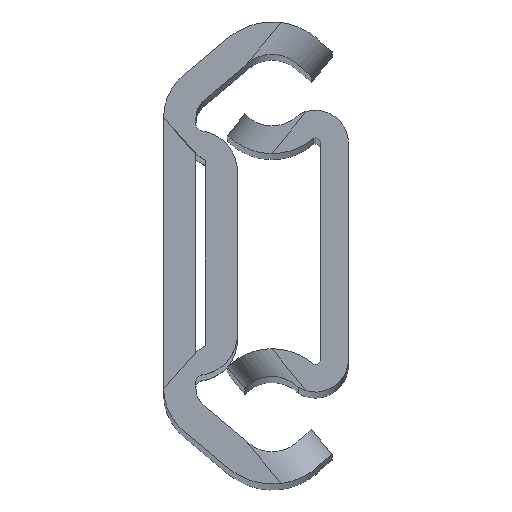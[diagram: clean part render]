
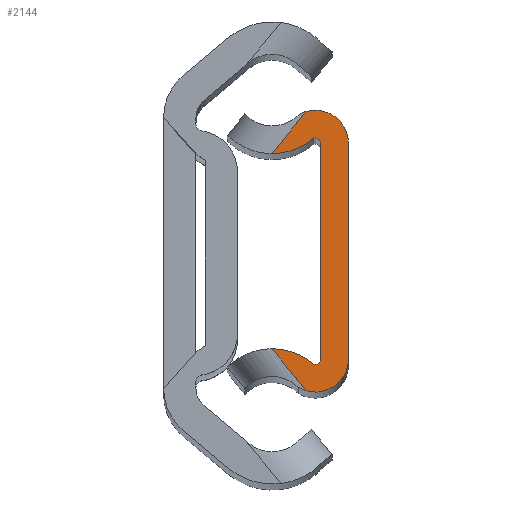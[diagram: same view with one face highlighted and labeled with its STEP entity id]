
A CAD part, top view. The second image highlights one B-rep face of the part: STEP entity #2144.
In plain terms, the highlighted planar face has unit normal (0, 0, 1).
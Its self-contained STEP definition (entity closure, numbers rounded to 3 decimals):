
#24 = DIRECTION ( 'NONE',  ( 0., 0., -1. ) ) ;
#96 = ORIENTED_EDGE ( 'NONE', *, *, #1475, .T. ) ;
#106 = ORIENTED_EDGE ( 'NONE', *, *, #2243, .T. ) ;
#232 = CARTESIAN_POINT ( 'NONE',  ( -1.431, 4.669, 0. ) ) ;
#255 = ORIENTED_EDGE ( 'NONE', *, *, #355, .T. ) ;
#259 = VERTEX_POINT ( 'NONE', #3148 ) ;
#312 = VERTEX_POINT ( 'NONE', #600 ) ;
#355 = EDGE_CURVE ( 'NONE', #2805, #312, #1098, .T. ) ;
#419 = EDGE_CURVE ( 'NONE', #648, #1034, #3175, .T. ) ;
#460 = CIRCLE ( 'NONE', #1547, 0.231 ) ;
#512 = AXIS2_PLACEMENT_3D ( 'NONE', #2952, #24, #1069 ) ;
#568 = CIRCLE ( 'NONE', #2913, 1.431 ) ;
#600 = CARTESIAN_POINT ( 'NONE',  ( -1.2, -4.669, 0. ) ) ;
#635 = EDGE_CURVE ( 'NONE', #259, #648, #739, .T. ) ;
#648 = VERTEX_POINT ( 'NONE', #1545 ) ;
#716 = EDGE_CURVE ( 'NONE', #1034, #3126, #568, .T. ) ;
#721 = EDGE_CURVE ( 'NONE', #1718, #2805, #460, .T. ) ;
#739 = CIRCLE ( 'NONE', #2045, 1.431 ) ;
#742 = AXIS2_PLACEMENT_3D ( 'NONE', #2812, #1277, #2562 ) ;
#773 = EDGE_LOOP ( 'NONE', ( #96, #2179, #1450, #3314, #2450, #106, #3313, #850, #255, #1926 ) ) ;
#850 = ORIENTED_EDGE ( 'NONE', *, *, #721, .T. ) ;
#886 = DIRECTION ( 'NONE',  ( 1., 0., 0. ) ) ;
#1028 = DIRECTION ( 'NONE',  ( 1., 0., 0. ) ) ;
#1034 = VERTEX_POINT ( 'NONE', #2288 ) ;
#1054 = DIRECTION ( 'NONE',  ( 0., 0., 1. ) ) ;
#1069 = DIRECTION ( 'NONE',  ( 1., 0., 0. ) ) ;
#1087 = VERTEX_POINT ( 'NONE', #1541 ) ;
#1094 = EDGE_CURVE ( 'NONE', #1087, #1718, #1449, .T. ) ;
#1098 = LINE ( 'NONE', #2148, #2866 ) ;
#1221 = EDGE_CURVE ( 'NONE', #312, #3067, #2644, .T. ) ;
#1277 = DIRECTION ( 'NONE',  ( 0., 0., 1. ) ) ;
#1317 = CARTESIAN_POINT ( 'NONE',  ( -3.302, -4.225, 0. ) ) ;
#1416 = PLANE ( 'NONE',  #2275 ) ;
#1450 = ORIENTED_EDGE ( 'NONE', *, *, #635, .T. ) ;
#1449 = CIRCLE ( 'NONE', #742, 2.787 ) ;
#1475 = EDGE_CURVE ( 'NONE', #3067, #3324, #2052, .T. ) ;
#1541 = CARTESIAN_POINT ( 'NONE',  ( -3.302, 4.225, 0. ) ) ;
#1544 = CARTESIAN_POINT ( 'NONE',  ( -3.3, -7.012, 0. ) ) ;
#1545 = CARTESIAN_POINT ( 'NONE',  ( 0., -4.669, 0. ) ) ;
#1547 = AXIS2_PLACEMENT_3D ( 'NONE', #232, #1838, #1028 ) ;
#1679 = DIRECTION ( 'NONE',  ( 0., 1., 0. ) ) ;
#1718 = VERTEX_POINT ( 'NONE', #1739 ) ;
#1739 = CARTESIAN_POINT ( 'NONE',  ( -1.49, 4.892, 0. ) ) ;
#1782 = CARTESIAN_POINT ( 'NONE',  ( -6.911, -0.251, 0. ) ) ;
#1789 = DIRECTION ( 'NONE',  ( 1., 0., 0. ) ) ;
#1807 = DIRECTION ( 'NONE',  ( -0.628, -0.779, 0. ) ) ;
#1815 = CARTESIAN_POINT ( 'NONE',  ( -1.431, 4.669, 0. ) ) ;
#1838 = DIRECTION ( 'NONE',  ( 0., 0., -1. ) ) ;
#1880 = AXIS2_PLACEMENT_3D ( 'NONE', #1544, #2320, #1789 ) ;
#1926 = ORIENTED_EDGE ( 'NONE', *, *, #1221, .T. ) ;
#1959 = CARTESIAN_POINT ( 'NONE',  ( -1.431, -4.669, 0. ) ) ;
#2025 = CARTESIAN_POINT ( 'NONE',  ( -1.838, 6.041, 0. ) ) ;
#2045 = AXIS2_PLACEMENT_3D ( 'NONE', #3363, #3347, #3093 ) ;
#2052 = CIRCLE ( 'NONE', #1880, 2.788 ) ;
#2056 = VECTOR ( 'NONE', #1807, 1000. ) ;
#2144 = ADVANCED_FACE ( 'NONE', ( #2987 ), #1416, .T. ) ;
#2148 = CARTESIAN_POINT ( 'NONE',  ( -1.2, 0., 0. ) ) ;
#2179 = ORIENTED_EDGE ( 'NONE', *, *, #2932, .T. ) ;
#2243 = EDGE_CURVE ( 'NONE', #3126, #1087, #2330, .T. ) ;
#2275 = AXIS2_PLACEMENT_3D ( 'NONE', #1959, #2757, #886 ) ;
#2288 = CARTESIAN_POINT ( 'NONE',  ( 0., 4.669, 0. ) ) ;
#2320 = DIRECTION ( 'NONE',  ( 0., 0., 1. ) ) ;
#2330 = LINE ( 'NONE', #1782, #2056 ) ;
#2354 = CARTESIAN_POINT ( 'NONE',  ( -1.2, 4.669, 0. ) ) ;
#2450 = ORIENTED_EDGE ( 'NONE', *, *, #716, .T. ) ;
#2562 = DIRECTION ( 'NONE',  ( 1., 0., 0. ) ) ;
#2644 = CIRCLE ( 'NONE', #512, 0.231 ) ;
#2668 = DIRECTION ( 'NONE',  ( 0.628, -0.779, 0. ) ) ;
#2686 = DIRECTION ( 'NONE',  ( 0., -1., 0. ) ) ;
#2757 = DIRECTION ( 'NONE',  ( 0., 0., 1. ) ) ;
#2805 = VERTEX_POINT ( 'NONE', #2354 ) ;
#2812 = CARTESIAN_POINT ( 'NONE',  ( -3.3, 7.012, 0. ) ) ;
#2863 = DIRECTION ( 'NONE',  ( 1., 0., 0. ) ) ;
#2866 = VECTOR ( 'NONE', #2686, 1000. ) ;
#2900 = CARTESIAN_POINT ( 'NONE',  ( -2.348, -5.408, 0. ) ) ;
#2913 = AXIS2_PLACEMENT_3D ( 'NONE', #1815, #1054, #2863 ) ;
#2932 = EDGE_CURVE ( 'NONE', #3324, #259, #3174, .T. ) ;
#2952 = CARTESIAN_POINT ( 'NONE',  ( -1.431, -4.669, 0. ) ) ;
#2977 = CARTESIAN_POINT ( 'NONE',  ( 0., 0., 0. ) ) ;
#2987 = FACE_OUTER_BOUND ( 'NONE', #773, .T. ) ;
#3025 = CARTESIAN_POINT ( 'NONE',  ( -1.49, -4.892, 0. ) ) ;
#3067 = VERTEX_POINT ( 'NONE', #3025 ) ;
#3093 = DIRECTION ( 'NONE',  ( 1., 0., 0. ) ) ;
#3126 = VERTEX_POINT ( 'NONE', #2025 ) ;
#3148 = CARTESIAN_POINT ( 'NONE',  ( -1.838, -6.041, 0. ) ) ;
#3174 = LINE ( 'NONE', #2900, #3315 ) ;
#3175 = LINE ( 'NONE', #2977, #3309 ) ;
#3309 = VECTOR ( 'NONE', #1679, 1000. ) ;
#3313 = ORIENTED_EDGE ( 'NONE', *, *, #1094, .T. ) ;
#3314 = ORIENTED_EDGE ( 'NONE', *, *, #419, .T. ) ;
#3315 = VECTOR ( 'NONE', #2668, 1000. ) ;
#3324 = VERTEX_POINT ( 'NONE', #1317 ) ;
#3347 = DIRECTION ( 'NONE',  ( 0., 0., 1. ) ) ;
#3363 = CARTESIAN_POINT ( 'NONE',  ( -1.431, -4.669, 0. ) ) ;
